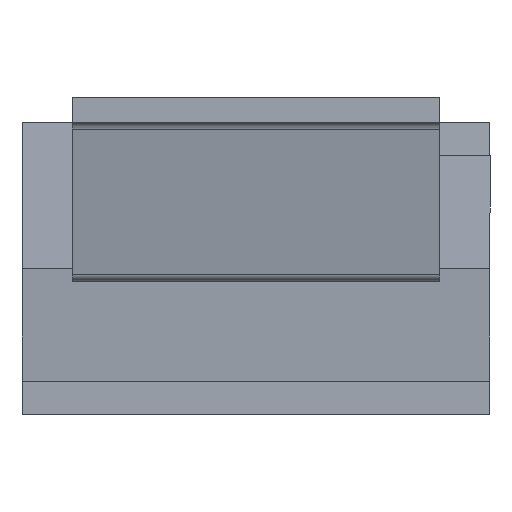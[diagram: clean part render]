
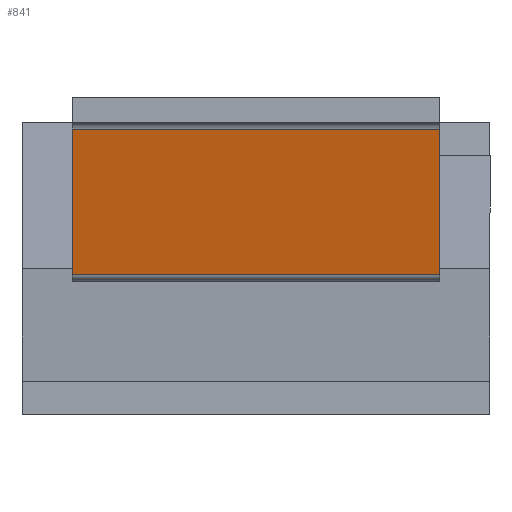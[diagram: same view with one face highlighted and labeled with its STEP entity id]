
A CAD part, left-side view. The second image highlights one B-rep face of the part: STEP entity #841.
In plain terms, the highlighted planar face has unit normal (-0.981, 0, -0.195).
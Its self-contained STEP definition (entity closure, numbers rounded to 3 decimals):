
#153 = DIRECTION ( 'NONE',  ( 0., -1., 0. ) ) ;
#205 = CARTESIAN_POINT ( 'NONE',  ( 189.831, -1.387, 1.71 ) ) ;
#231 = VERTEX_POINT ( 'NONE', #755 ) ;
#243 = EDGE_CURVE ( 'NONE', #1534, #804, #901, .T. ) ;
#292 = CARTESIAN_POINT ( 'NONE',  ( 190.005, 0.813, 0.84 ) ) ;
#307 = CARTESIAN_POINT ( 'NONE',  ( 189.831, 0.813, 1.71 ) ) ;
#324 = AXIS2_PLACEMENT_3D ( 'NONE', #1717, #1739, #1743 ) ;
#353 = DIRECTION ( 'NONE',  ( -0.195, 0., 0.981 ) ) ;
#434 = EDGE_LOOP ( 'NONE', ( #587, #1394, #750, #571 ) ) ;
#474 = CARTESIAN_POINT ( 'NONE',  ( 189.831, -1.387, 1.71 ) ) ;
#571 = ORIENTED_EDGE ( 'NONE', *, *, #1295, .T. ) ;
#587 = ORIENTED_EDGE ( 'NONE', *, *, #761, .T. ) ;
#617 = CARTESIAN_POINT ( 'NONE',  ( 190.005, 0.813, 0.84 ) ) ;
#742 = VECTOR ( 'NONE', #353, 1000. ) ;
#750 = ORIENTED_EDGE ( 'NONE', *, *, #1441, .T. ) ;
#755 = CARTESIAN_POINT ( 'NONE',  ( 189.831, 0.813, 1.71 ) ) ;
#761 = EDGE_CURVE ( 'NONE', #231, #1534, #1678, .T. ) ;
#804 = VERTEX_POINT ( 'NONE', #1147 ) ;
#825 = CARTESIAN_POINT ( 'NONE',  ( 189.831, 0.813, 1.71 ) ) ;
#841 = ADVANCED_FACE ( 'NONE', ( #1042 ), #1640, .T. ) ;
#870 = DIRECTION ( 'NONE',  ( 0.195, 0., -0.981 ) ) ;
#875 = VECTOR ( 'NONE', #870, 1000. ) ;
#901 = LINE ( 'NONE', #292, #1633 ) ;
#1042 = FACE_OUTER_BOUND ( 'NONE', #434, .T. ) ;
#1147 = CARTESIAN_POINT ( 'NONE',  ( 190.005, -1.387, 0.84 ) ) ;
#1295 = EDGE_CURVE ( 'NONE', #1757, #231, #1772, .T. ) ;
#1319 = VECTOR ( 'NONE', #1327, 1000. ) ;
#1327 = DIRECTION ( 'NONE',  ( 0., 1., 0. ) ) ;
#1394 = ORIENTED_EDGE ( 'NONE', *, *, #243, .T. ) ;
#1441 = EDGE_CURVE ( 'NONE', #804, #1757, #1536, .T. ) ;
#1534 = VERTEX_POINT ( 'NONE', #617 ) ;
#1536 = LINE ( 'NONE', #474, #742 ) ;
#1633 = VECTOR ( 'NONE', #153, 1000. ) ;
#1640 = PLANE ( 'NONE',  #324 ) ;
#1678 = LINE ( 'NONE', #825, #875 ) ;
#1717 = CARTESIAN_POINT ( 'NONE',  ( 189.831, 0.813, 1.71 ) ) ;
#1739 = DIRECTION ( 'NONE',  ( -0.981, 0., -0.195 ) ) ;
#1743 = DIRECTION ( 'NONE',  ( -0.195, 0., 0.981 ) ) ;
#1757 = VERTEX_POINT ( 'NONE', #205 ) ;
#1772 = LINE ( 'NONE', #307, #1319 ) ;
